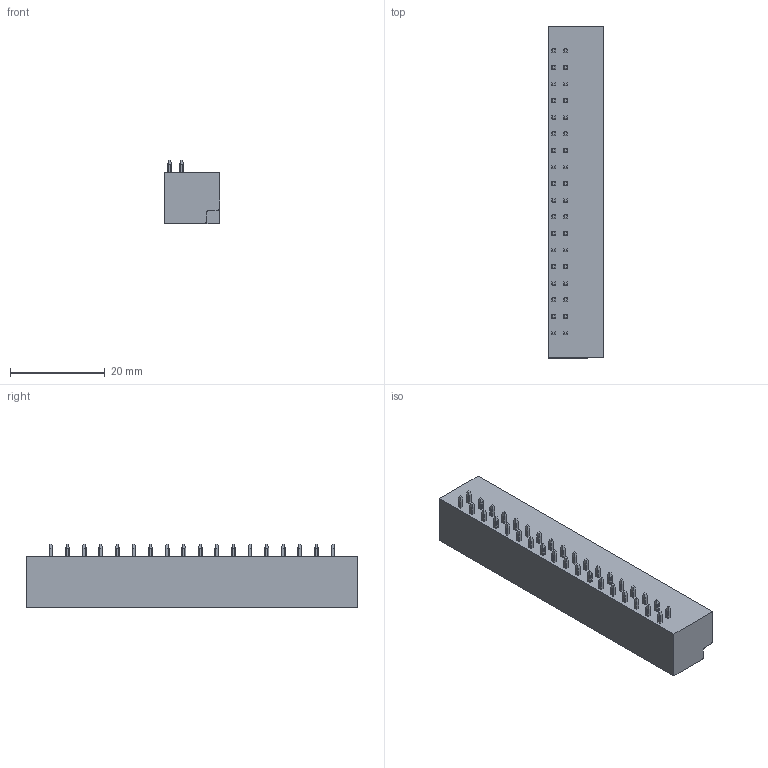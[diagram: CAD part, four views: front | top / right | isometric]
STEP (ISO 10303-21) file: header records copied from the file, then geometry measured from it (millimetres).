
FILE_DESCRIPTION((''),'2;1');
FILE_NAME('1111','2024-11-16T08:12:51',('tluser'),(''),'CREO PARAMETRIC BY PTC INC, 2018100','CREO PARAMETRIC BY PTC INC, 2018100','');
FILE_SCHEMA(('CONFIG_CONTROL_DESIGN'));
Length unit declared in the file: millimetre
Products named in the file (1): 1111
Bounding box: 11.6 x 70 x 13.4 mm (x, y, z)
Volume: 6252.2 mm3; surface area: 6166.5 mm2
Topology: 1 solids, 1 shells, 1585 faces, 4518 edges, 3012 vertices
Faces by surface type: plane 1025, cylinder 434, extrusion 126
Entity records: 53038 total; most frequent: CARTESIAN_POINT 12429, ORIENTED_EDGE 9036, DIRECTION 7494, EDGE_CURVE 4518, VECTOR 3236, LINE 3110, VERTEX_POINT 3012, AXIS2_PLACEMENT_3D 2129
